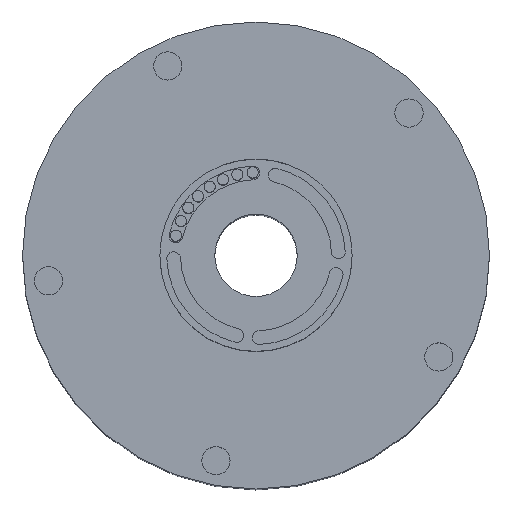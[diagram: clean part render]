
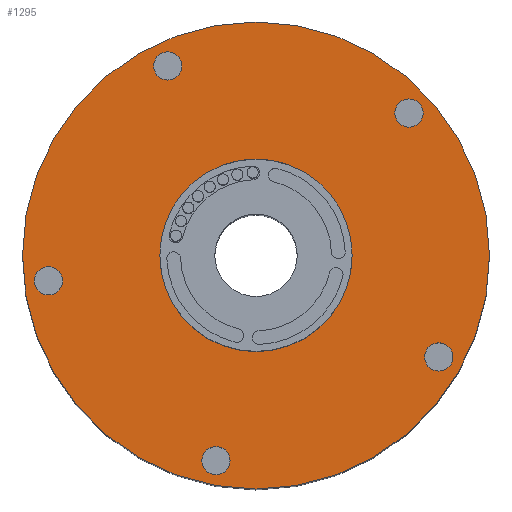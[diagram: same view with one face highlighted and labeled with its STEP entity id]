
A CAD part, top view. The second image highlights one B-rep face of the part: STEP entity #1295.
In plain terms, the highlighted planar face has unit normal (0, 0, 1).
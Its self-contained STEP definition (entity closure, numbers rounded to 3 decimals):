
#42 = DIRECTION ( 'NONE',  ( 1., 0., 0. ) ) ;
#60 = CARTESIAN_POINT ( 'NONE',  ( -3.5, 0., 0. ) ) ;
#133 = VERTEX_POINT ( 'NONE', #3859 ) ;
#183 = EDGE_LOOP ( 'NONE', ( #1328, #237 ) ) ;
#237 = ORIENTED_EDGE ( 'NONE', *, *, #2336, .F. ) ;
#238 = ORIENTED_EDGE ( 'NONE', *, *, #3430, .T. ) ;
#250 = DIRECTION ( 'NONE',  ( 1., 0., 0. ) ) ;
#264 = EDGE_LOOP ( 'NONE', ( #3151, #2381 ) ) ;
#269 = FACE_BOUND ( 'NONE', #1911, .T. ) ;
#305 = CARTESIAN_POINT ( 'NONE',  ( 5.055, 5.187, 0. ) ) ;
#337 = ORIENTED_EDGE ( 'NONE', *, *, #4860, .F. ) ;
#353 = ORIENTED_EDGE ( 'NONE', *, *, #3556, .F. ) ;
#401 = CARTESIAN_POINT ( 'NONE',  ( -7.554, -0.923, 0. ) ) ;
#460 = DIRECTION ( 'NONE',  ( 0., 0., 1. ) ) ;
#478 = CARTESIAN_POINT ( 'NONE',  ( 0., 0., 0. ) ) ;
#490 = CARTESIAN_POINT ( 'NONE',  ( 5.569, 5.187, 0. ) ) ;
#512 = ORIENTED_EDGE ( 'NONE', *, *, #1043, .F. ) ;
#632 = AXIS2_PLACEMENT_3D ( 'NONE', #4188, #1903, #4560 ) ;
#653 = CARTESIAN_POINT ( 'NONE',  ( -8.5, 0., 0. ) ) ;
#687 = DIRECTION ( 'NONE',  ( 0., 0., 1. ) ) ;
#701 = VERTEX_POINT ( 'NONE', #60 ) ;
#721 = AXIS2_PLACEMENT_3D ( 'NONE', #4797, #4063, #1772 ) ;
#730 = AXIS2_PLACEMENT_3D ( 'NONE', #4798, #2550, #250 ) ;
#782 = CIRCLE ( 'NONE', #1615, 0.514 ) ;
#797 = DIRECTION ( 'NONE',  ( 1., 0., 0. ) ) ;
#870 = DIRECTION ( 'NONE',  ( 1., 0., 0. ) ) ;
#877 = DIRECTION ( 'NONE',  ( 1., 0., 0. ) ) ;
#918 = AXIS2_PLACEMENT_3D ( 'NONE', #3375, #1090, #3757 ) ;
#946 = VERTEX_POINT ( 'NONE', #3321 ) ;
#955 = VERTEX_POINT ( 'NONE', #653 ) ;
#988 = CARTESIAN_POINT ( 'NONE',  ( -7.041, -0.923, 0. ) ) ;
#1043 = EDGE_CURVE ( 'NONE', #4581, #701, #3359, .T. ) ;
#1060 = CARTESIAN_POINT ( 'NONE',  ( 7.168, -3.694, 0. ) ) ;
#1079 = AXIS2_PLACEMENT_3D ( 'NONE', #3490, #1195, #3864 ) ;
#1090 = DIRECTION ( 'NONE',  ( 0., 0., 1. ) ) ;
#1102 = AXIS2_PLACEMENT_3D ( 'NONE', #4595, #2342, #42 ) ;
#1133 = ORIENTED_EDGE ( 'NONE', *, *, #1378, .F. ) ;
#1171 = CIRCLE ( 'NONE', #1102, 0.514 ) ;
#1174 = EDGE_CURVE ( 'NONE', #1472, #4474, #4785, .T. ) ;
#1195 = DIRECTION ( 'NONE',  ( 0., 0., 1. ) ) ;
#1197 = EDGE_CURVE ( 'NONE', #2572, #955, #1755, .T. ) ;
#1229 = CIRCLE ( 'NONE', #2109, 0.514 ) ;
#1242 = CARTESIAN_POINT ( 'NONE',  ( -3.212, 6.899, 0. ) ) ;
#1257 = ORIENTED_EDGE ( 'NONE', *, *, #3586, .F. ) ;
#1264 = CARTESIAN_POINT ( 'NONE',  ( -1.457, -7.47, 0. ) ) ;
#1273 = FACE_BOUND ( 'NONE', #3090, .T. ) ;
#1295 = ADVANCED_FACE ( 'NONE', ( #1273, #3319, #2312, #269, #4195, #3203, #2194 ), #3308, .T. ) ;
#1328 = ORIENTED_EDGE ( 'NONE', *, *, #3287, .F. ) ;
#1330 = AXIS2_PLACEMENT_3D ( 'NONE', #401, #3097, #797 ) ;
#1352 = EDGE_LOOP ( 'NONE', ( #3026, #238 ) ) ;
#1378 = EDGE_CURVE ( 'NONE', #3295, #2844, #4725, .T. ) ;
#1399 = CARTESIAN_POINT ( 'NONE',  ( 8.5, 0., 0. ) ) ;
#1472 = VERTEX_POINT ( 'NONE', #3396 ) ;
#1577 = VERTEX_POINT ( 'NONE', #3823 ) ;
#1615 = AXIS2_PLACEMENT_3D ( 'NONE', #1264, #3933, #1643 ) ;
#1631 = DIRECTION ( 'NONE',  ( 1., 0., 0. ) ) ;
#1638 = AXIS2_PLACEMENT_3D ( 'NONE', #478, #3171, #870 ) ;
#1643 = DIRECTION ( 'NONE',  ( 1., 0., 0. ) ) ;
#1755 = CIRCLE ( 'NONE', #1079, 8.5 ) ;
#1772 = DIRECTION ( 'NONE',  ( 1., 0., 0. ) ) ;
#1903 = DIRECTION ( 'NONE',  ( 0., 0., 1. ) ) ;
#1911 = EDGE_LOOP ( 'NONE', ( #2287, #1133 ) ) ;
#1966 = CIRCLE ( 'NONE', #3552, 0.514 ) ;
#2001 = AXIS2_PLACEMENT_3D ( 'NONE', #2233, #4861, #2614 ) ;
#2018 = VERTEX_POINT ( 'NONE', #1060 ) ;
#2109 = AXIS2_PLACEMENT_3D ( 'NONE', #1242, #3912, #1631 ) ;
#2142 = CIRCLE ( 'NONE', #2368, 0.514 ) ;
#2194 = FACE_BOUND ( 'NONE', #4628, .T. ) ;
#2210 = DIRECTION ( 'NONE',  ( 0., 0., 1. ) ) ;
#2233 = CARTESIAN_POINT ( 'NONE',  ( 5.569, 5.187, 0. ) ) ;
#2287 = ORIENTED_EDGE ( 'NONE', *, *, #4882, .F. ) ;
#2308 = VERTEX_POINT ( 'NONE', #2376 ) ;
#2312 = FACE_BOUND ( 'NONE', #264, .T. ) ;
#2336 = EDGE_CURVE ( 'NONE', #2308, #3701, #782, .T. ) ;
#2342 = DIRECTION ( 'NONE',  ( 0., 0., 1. ) ) ;
#2368 = AXIS2_PLACEMENT_3D ( 'NONE', #490, #3182, #877 ) ;
#2376 = CARTESIAN_POINT ( 'NONE',  ( -1.97, -7.47, 0. ) ) ;
#2381 = ORIENTED_EDGE ( 'NONE', *, *, #3844, .F. ) ;
#2550 = DIRECTION ( 'NONE',  ( 0., 0., 1. ) ) ;
#2571 = CARTESIAN_POINT ( 'NONE',  ( 3.5, 0., 0. ) ) ;
#2572 = VERTEX_POINT ( 'NONE', #1399 ) ;
#2614 = DIRECTION ( 'NONE',  ( 1., 0., 0. ) ) ;
#2677 = CARTESIAN_POINT ( 'NONE',  ( 6.083, 5.187, 0. ) ) ;
#2783 = CARTESIAN_POINT ( 'NONE',  ( -3.212, 6.899, 0. ) ) ;
#2844 = VERTEX_POINT ( 'NONE', #2677 ) ;
#2939 = CIRCLE ( 'NONE', #3320, 0.514 ) ;
#2998 = CARTESIAN_POINT ( 'NONE',  ( -1.457, -7.47, 0. ) ) ;
#3026 = ORIENTED_EDGE ( 'NONE', *, *, #1197, .T. ) ;
#3045 = ORIENTED_EDGE ( 'NONE', *, *, #3187, .F. ) ;
#3090 = EDGE_LOOP ( 'NONE', ( #3045, #4274 ) ) ;
#3095 = AXIS2_PLACEMENT_3D ( 'NONE', #4463, #2210, #4849 ) ;
#3097 = DIRECTION ( 'NONE',  ( 0., 0., 1. ) ) ;
#3151 = ORIENTED_EDGE ( 'NONE', *, *, #4202, .F. ) ;
#3154 = DIRECTION ( 'NONE',  ( 1., 0., 0. ) ) ;
#3171 = DIRECTION ( 'NONE',  ( 0., 0., 1. ) ) ;
#3182 = DIRECTION ( 'NONE',  ( 0., 0., 1. ) ) ;
#3187 = EDGE_CURVE ( 'NONE', #4474, #1472, #3464, .T. ) ;
#3203 = FACE_OUTER_BOUND ( 'NONE', #1352, .T. ) ;
#3287 = EDGE_CURVE ( 'NONE', #3701, #2308, #1966, .T. ) ;
#3295 = VERTEX_POINT ( 'NONE', #305 ) ;
#3308 = PLANE ( 'NONE',  #721 ) ;
#3319 = FACE_BOUND ( 'NONE', #183, .T. ) ;
#3320 = AXIS2_PLACEMENT_3D ( 'NONE', #2783, #460, #3154 ) ;
#3321 = CARTESIAN_POINT ( 'NONE',  ( -3.726, 6.899, 0. ) ) ;
#3359 = CIRCLE ( 'NONE', #918, 3.5 ) ;
#3370 = DIRECTION ( 'NONE',  ( 1., 0., 0. ) ) ;
#3375 = CARTESIAN_POINT ( 'NONE',  ( 0., 0., 0. ) ) ;
#3396 = CARTESIAN_POINT ( 'NONE',  ( -8.068, -0.923, 0. ) ) ;
#3430 = EDGE_CURVE ( 'NONE', #955, #2572, #4409, .T. ) ;
#3464 = CIRCLE ( 'NONE', #730, 0.514 ) ;
#3490 = CARTESIAN_POINT ( 'NONE',  ( 0., 0., 0. ) ) ;
#3552 = AXIS2_PLACEMENT_3D ( 'NONE', #2998, #687, #3370 ) ;
#3556 = EDGE_CURVE ( 'NONE', #946, #1577, #2939, .T. ) ;
#3586 = EDGE_CURVE ( 'NONE', #701, #4581, #4818, .T. ) ;
#3701 = VERTEX_POINT ( 'NONE', #3992 ) ;
#3756 = CIRCLE ( 'NONE', #3095, 0.514 ) ;
#3757 = DIRECTION ( 'NONE',  ( 1., 0., 0. ) ) ;
#3823 = CARTESIAN_POINT ( 'NONE',  ( -2.699, 6.899, 0. ) ) ;
#3844 = EDGE_CURVE ( 'NONE', #133, #2018, #3756, .T. ) ;
#3859 = CARTESIAN_POINT ( 'NONE',  ( 6.141, -3.694, 0. ) ) ;
#3864 = DIRECTION ( 'NONE',  ( 1., 0., 0. ) ) ;
#3912 = DIRECTION ( 'NONE',  ( 0., 0., 1. ) ) ;
#3933 = DIRECTION ( 'NONE',  ( 0., 0., 1. ) ) ;
#3992 = CARTESIAN_POINT ( 'NONE',  ( -0.943, -7.47, 0. ) ) ;
#4063 = DIRECTION ( 'NONE',  ( 0., 0., 1. ) ) ;
#4188 = CARTESIAN_POINT ( 'NONE',  ( 0., 0., 0. ) ) ;
#4195 = FACE_BOUND ( 'NONE', #4762, .T. ) ;
#4202 = EDGE_CURVE ( 'NONE', #2018, #133, #1171, .T. ) ;
#4274 = ORIENTED_EDGE ( 'NONE', *, *, #1174, .F. ) ;
#4409 = CIRCLE ( 'NONE', #632, 8.5 ) ;
#4463 = CARTESIAN_POINT ( 'NONE',  ( 6.654, -3.694, 0. ) ) ;
#4474 = VERTEX_POINT ( 'NONE', #988 ) ;
#4560 = DIRECTION ( 'NONE',  ( 1., 0., 0. ) ) ;
#4581 = VERTEX_POINT ( 'NONE', #2571 ) ;
#4595 = CARTESIAN_POINT ( 'NONE',  ( 6.654, -3.694, 0. ) ) ;
#4628 = EDGE_LOOP ( 'NONE', ( #1257, #512 ) ) ;
#4725 = CIRCLE ( 'NONE', #2001, 0.514 ) ;
#4762 = EDGE_LOOP ( 'NONE', ( #337, #353 ) ) ;
#4785 = CIRCLE ( 'NONE', #1330, 0.514 ) ;
#4797 = CARTESIAN_POINT ( 'NONE',  ( 0., 0., 0. ) ) ;
#4798 = CARTESIAN_POINT ( 'NONE',  ( -7.554, -0.923, 0. ) ) ;
#4818 = CIRCLE ( 'NONE', #1638, 3.5 ) ;
#4849 = DIRECTION ( 'NONE',  ( 1., 0., 0. ) ) ;
#4860 = EDGE_CURVE ( 'NONE', #1577, #946, #1229, .T. ) ;
#4861 = DIRECTION ( 'NONE',  ( 0., 0., 1. ) ) ;
#4882 = EDGE_CURVE ( 'NONE', #2844, #3295, #2142, .T. ) ;
